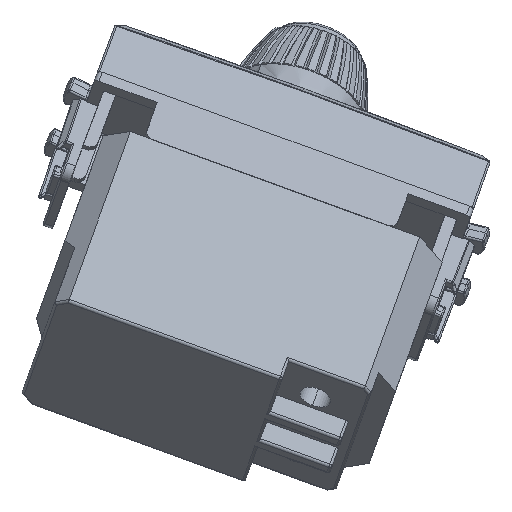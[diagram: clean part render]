
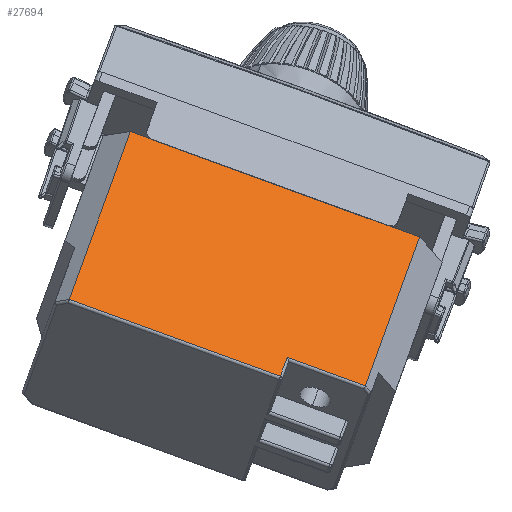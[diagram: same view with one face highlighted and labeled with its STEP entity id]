
A CAD part, left-side view. The second image highlights one B-rep face of the part: STEP entity #27694.
In plain terms, the highlighted face is planar.
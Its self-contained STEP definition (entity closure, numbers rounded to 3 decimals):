
#26494=CARTESIAN_POINT('Vertex',(-11.2,-16.7,0.)) ;
#26497=CARTESIAN_POINT('Line Origine',(-11.2,0.575,0.)) ;
#26501=CARTESIAN_POINT('Vertex',(-11.2,17.85,0.)) ;
#27648=CARTESIAN_POINT('Axis2P3D Location',(-11.2,-16.7,0.)) ;
#27653=CARTESIAN_POINT('Line Origine',(-11.2,-4.1,24.)) ;
#27657=CARTESIAN_POINT('Vertex',(-11.2,8.5,24.)) ;
#27659=CARTESIAN_POINT('Vertex',(-11.2,-16.7,24.)) ;
#27662=CARTESIAN_POINT('Line Origine',(-11.2,8.5,22.65)) ;
#27666=CARTESIAN_POINT('Vertex',(-11.2,8.5,21.3)) ;
#27669=CARTESIAN_POINT('Line Origine',(-11.2,13.175,21.3)) ;
#27673=CARTESIAN_POINT('Vertex',(-11.2,17.85,21.3)) ;
#27676=CARTESIAN_POINT('Line Origine',(-11.2,17.85,10.65)) ;
#27681=CARTESIAN_POINT('Line Origine',(-11.2,-16.7,12.)) ;
#26498=DIRECTION('Vector Direction',(0.,1.,0.)) ;
#27649=DIRECTION('Axis2P3D Direction',(1.,0.,0.)) ;
#27650=DIRECTION('Axis2P3D XDirection',(0.,1.,0.)) ;
#27654=DIRECTION('Vector Direction',(0.,1.,0.)) ;
#27663=DIRECTION('Vector Direction',(0.,0.,-1.)) ;
#27670=DIRECTION('Vector Direction',(0.,1.,0.)) ;
#27677=DIRECTION('Vector Direction',(0.,0.,1.)) ;
#27682=DIRECTION('Vector Direction',(0.,0.,1.)) ;
#27651=AXIS2_PLACEMENT_3D('Plane Axis2P3D',#27648,#27649,#27650) ;
#27687=ORIENTED_EDGE('',*,*,#27661,.F.) ;
#27688=ORIENTED_EDGE('',*,*,#27668,.F.) ;
#27689=ORIENTED_EDGE('',*,*,#27675,.F.) ;
#27690=ORIENTED_EDGE('',*,*,#27680,.F.) ;
#27691=ORIENTED_EDGE('',*,*,#26503,.F.) ;
#27692=ORIENTED_EDGE('',*,*,#27685,.T.) ;
#26499=VECTOR('Line Direction',#26498,1.) ;
#27655=VECTOR('Line Direction',#27654,1.) ;
#27664=VECTOR('Line Direction',#27663,1.) ;
#27671=VECTOR('Line Direction',#27670,1.) ;
#27678=VECTOR('Line Direction',#27677,1.) ;
#27683=VECTOR('Line Direction',#27682,1.) ;
#27694=ADVANCED_FACE('1/2 modello',(#27693),#27652,.F.) ;
#26503=EDGE_CURVE('',#26495,#26502,#26500,.T.) ;
#27661=EDGE_CURVE('',#27658,#27660,#27656,.F.) ;
#27668=EDGE_CURVE('',#27667,#27658,#27665,.F.) ;
#27675=EDGE_CURVE('',#27674,#27667,#27672,.F.) ;
#27680=EDGE_CURVE('',#26502,#27674,#27679,.T.) ;
#27685=EDGE_CURVE('',#26495,#27660,#27684,.T.) ;
#27686=EDGE_LOOP('',(#27687,#27688,#27689,#27690,#27691,#27692)) ;
#27693=FACE_OUTER_BOUND('',#27686,.T.) ;
#26500=LINE('Line',#26497,#26499) ;
#27656=LINE('Line',#27653,#27655) ;
#27665=LINE('Line',#27662,#27664) ;
#27672=LINE('Line',#27669,#27671) ;
#27679=LINE('Line',#27676,#27678) ;
#27684=LINE('Line',#27681,#27683) ;
#27652=PLANE('',#27651) ;
#26495=VERTEX_POINT('',#26494) ;
#26502=VERTEX_POINT('',#26501) ;
#27658=VERTEX_POINT('',#27657) ;
#27660=VERTEX_POINT('',#27659) ;
#27667=VERTEX_POINT('',#27666) ;
#27674=VERTEX_POINT('',#27673) ;
